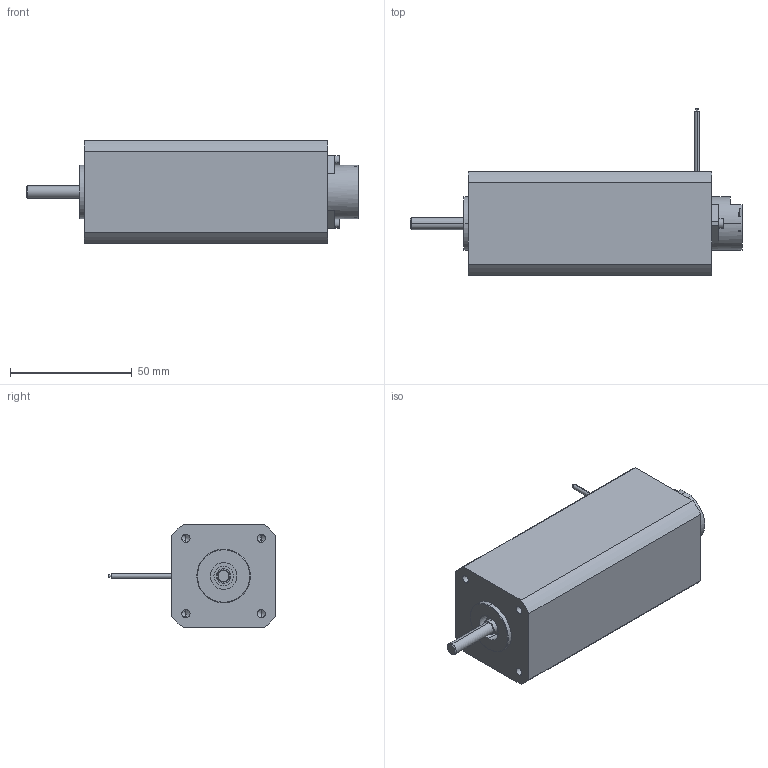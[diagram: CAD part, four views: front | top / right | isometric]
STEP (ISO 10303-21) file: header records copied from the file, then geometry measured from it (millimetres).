
FILE_DESCRIPTION (( 'STEP AP214' ), '1' );
FILE_NAME ('100121 EC42100 Rev B.STEP', '2019-11-21T09:02:03', ( '' ), ( '' ), 'SwSTEP 2.0', 'SolidWorks 2018', '' );
FILE_SCHEMA (( 'AUTOMOTIVE_DESIGN' ));
Length unit declared in the file: millimetre
Products named in the file (4): 100088 EC42100 Rev B; 100121 EC42100 Rev B; 100096_E-4096_Encoder_Rev_A; socket head cap screw_am_B18.3.1M - 2 x 0.4 x 3 Hex SHCS -- 3NHX
Assembly tree (4 placements, depth 2):
  100121 EC42100 Rev B
    100088 EC42100 Rev B
    100096_E-4096_Encoder_Rev_A
    socket head cap screw_am_B18.3.1M - 2 x 0.4 x 3 Hex SHCS -- 3NHX  x2
Bounding box: 136.5 x 68.5 x 42.5 mm (x, y, z)
Volume: 179710.3 mm3; surface area: 25219.6 mm2
Topology: 16 solids, 16 shells, 292 faces, 698 edges, 438 vertices
Faces by surface type: plane 150, cylinder 108, cone 30, torus 4
Entity records: 8531 total; most frequent: CARTESIAN_POINT 1468, DIRECTION 1416, ORIENTED_EDGE 1252, EDGE_CURVE 626, AXIS2_PLACEMENT_3D 527, VERTEX_POINT 405, LINE 362, VECTOR 362
